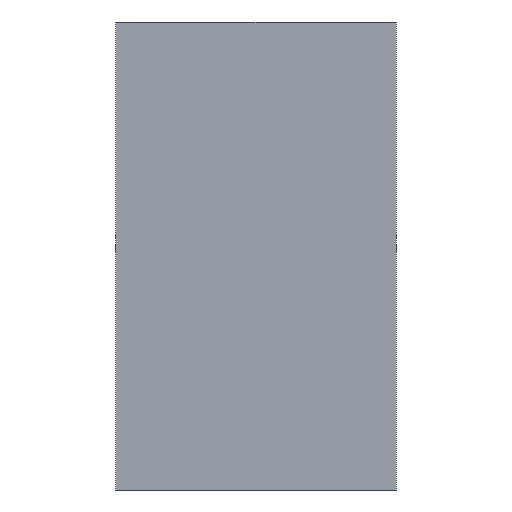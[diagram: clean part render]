
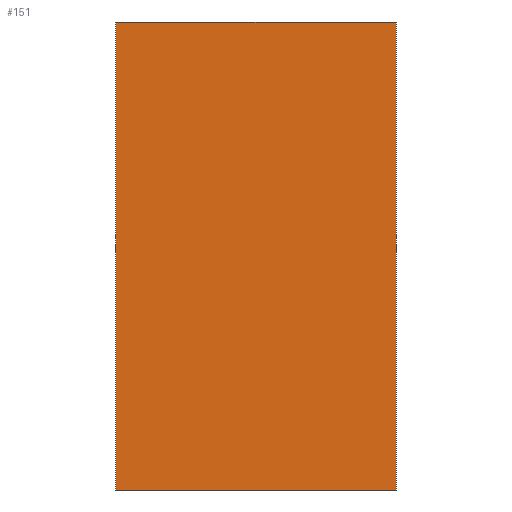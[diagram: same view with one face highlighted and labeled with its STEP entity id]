
A CAD part, left-side view. The second image highlights one B-rep face of the part: STEP entity #151.
In plain terms, the highlighted planar face has unit normal (-1, 0, 0).
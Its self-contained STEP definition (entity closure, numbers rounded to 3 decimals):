
#1 = CARTESIAN_POINT ( 'NONE',  ( -125., 0., 100. ) ) ;
#20 = EDGE_CURVE ( 'NONE', #22, #161, #212, .T. ) ;
#22 = VERTEX_POINT ( 'NONE', #436 ) ;
#31 = VECTOR ( 'NONE', #277, 1000. ) ;
#84 = ORIENTED_EDGE ( 'NONE', *, *, #349, .F. ) ;
#120 = LINE ( 'NONE', #501, #325 ) ;
#128 = DIRECTION ( 'NONE',  ( 0., 1., 0. ) ) ;
#142 = LINE ( 'NONE', #447, #434 ) ;
#151 = ADVANCED_FACE ( 'NONE', ( #263 ), #407, .F. ) ;
#155 = VECTOR ( 'NONE', #298, 1000. ) ;
#161 = VERTEX_POINT ( 'NONE', #488 ) ;
#166 = AXIS2_PLACEMENT_3D ( 'NONE', #239, #287, #128 ) ;
#177 = VERTEX_POINT ( 'NONE', #238 ) ;
#180 = DIRECTION ( 'NONE',  ( 0., -1., 0. ) ) ;
#181 = EDGE_CURVE ( 'NONE', #177, #161, #321, .T. ) ;
#212 = LINE ( 'NONE', #1, #31 ) ;
#238 = CARTESIAN_POINT ( 'NONE',  ( -125., 60., 0. ) ) ;
#239 = CARTESIAN_POINT ( 'NONE',  ( -125., 60., 100. ) ) ;
#251 = EDGE_LOOP ( 'NONE', ( #415, #451, #84, #498 ) ) ;
#260 = EDGE_CURVE ( 'NONE', #405, #177, #142, .T. ) ;
#263 = FACE_OUTER_BOUND ( 'NONE', #251, .T. ) ;
#277 = DIRECTION ( 'NONE',  ( 0., 0., -1. ) ) ;
#287 = DIRECTION ( 'NONE',  ( 1., 0., 0. ) ) ;
#298 = DIRECTION ( 'NONE',  ( 0., -1., 0. ) ) ;
#321 = LINE ( 'NONE', #482, #155 ) ;
#325 = VECTOR ( 'NONE', #180, 1000. ) ;
#349 = EDGE_CURVE ( 'NONE', #405, #22, #120, .T. ) ;
#405 = VERTEX_POINT ( 'NONE', #502 ) ;
#407 = PLANE ( 'NONE',  #166 ) ;
#413 = DIRECTION ( 'NONE',  ( 0., 0., -1. ) ) ;
#415 = ORIENTED_EDGE ( 'NONE', *, *, #181, .T. ) ;
#434 = VECTOR ( 'NONE', #413, 1000. ) ;
#436 = CARTESIAN_POINT ( 'NONE',  ( -125., 0., 100. ) ) ;
#447 = CARTESIAN_POINT ( 'NONE',  ( -125., 60., 100. ) ) ;
#451 = ORIENTED_EDGE ( 'NONE', *, *, #20, .F. ) ;
#482 = CARTESIAN_POINT ( 'NONE',  ( -125., 60., 0. ) ) ;
#488 = CARTESIAN_POINT ( 'NONE',  ( -125., 0., 0. ) ) ;
#498 = ORIENTED_EDGE ( 'NONE', *, *, #260, .T. ) ;
#501 = CARTESIAN_POINT ( 'NONE',  ( -125., 60., 100. ) ) ;
#502 = CARTESIAN_POINT ( 'NONE',  ( -125., 60., 100. ) ) ;
